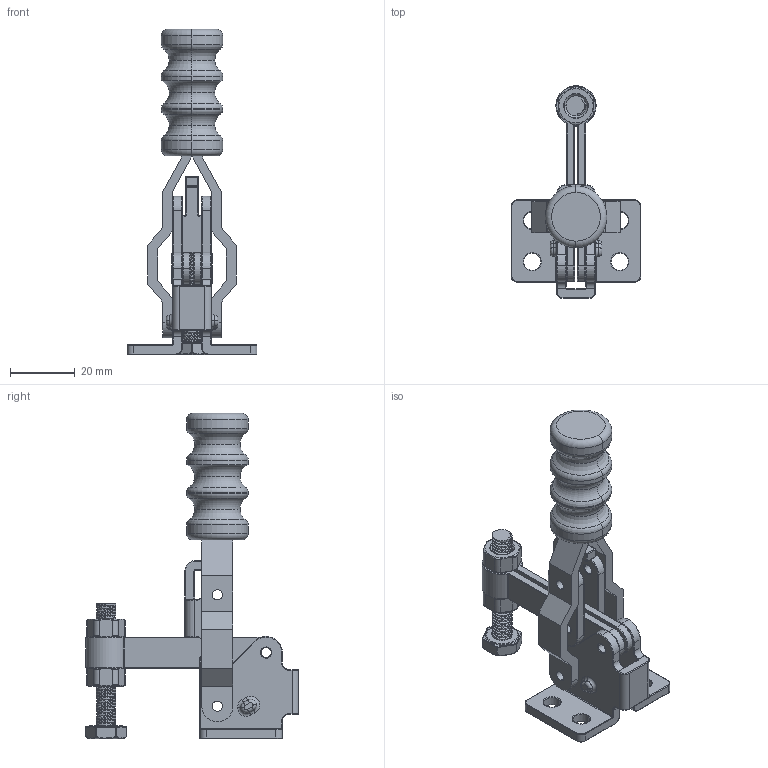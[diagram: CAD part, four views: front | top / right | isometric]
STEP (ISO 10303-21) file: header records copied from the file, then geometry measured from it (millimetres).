
FILE_DESCRIPTION (( 'STEP AP203' ), '1' );
FILE_NAME ('TH-12050.STEP', '2016-05-11T02:12:42', ( '' ), ( '' ), 'SwSTEP 2.0', 'SolidWorks 2010', '' );
FILE_SCHEMA (( 'CONFIG_CONTROL_DESIGN' ));
Products named in the file (7): TH-12050; M6螺母; 螺桿; 主體(座); 壓桿; 連結件; 手柄
Assembly tree (7 placements, depth 2):
  TH-12050
    手柄
    螺桿
    主體(座)
    連結件
    M6螺母  x2
    壓桿
Bounding box: 40 x 65.62 x 100.2 mm (x, y, z)
Volume: 25691.7 mm3; surface area: 18540.1 mm2
Topology: 8 solids, 8 shells, 783 faces, 1868 edges, 1094 vertices
Faces by surface type: cylinder 308, torus 262, plane 112, bspline 61, sphere 32, cone 8
Entity records: 33831 total; most frequent: CARTESIAN_POINT 16693, DIRECTION 3695, ORIENTED_EDGE 3384, EDGE_CURVE 1692, AXIS2_PLACEMENT_3D 1581, VERTEX_POINT 994, CIRCLE 891, EDGE_LOOP 764
